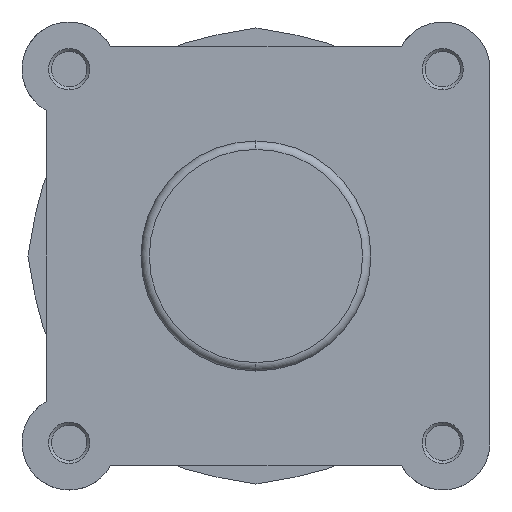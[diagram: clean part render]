
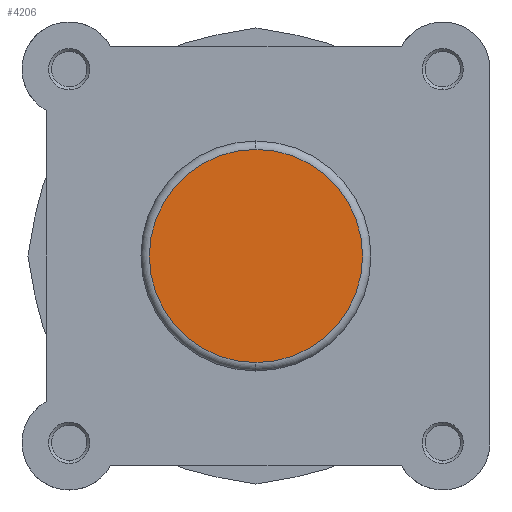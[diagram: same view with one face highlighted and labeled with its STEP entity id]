
A CAD part, left-side view. The second image highlights one B-rep face of the part: STEP entity #4206.
In plain terms, the highlighted planar face has unit normal (-1, 0, 0).
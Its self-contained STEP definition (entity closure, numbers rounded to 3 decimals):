
#154 = EDGE_CURVE ( 'NONE', #997, #1023, #4549, .T. ) ;
#276 = EDGE_CURVE ( 'NONE', #1023, #997, #4720, .T. ) ;
#382 = DIRECTION ( 'NONE',  ( 0., 0., -1. ) ) ;
#383 = DIRECTION ( 'NONE',  ( -1., 0., 0. ) ) ;
#387 = CARTESIAN_POINT ( 'NONE',  ( 0., 0., 0. ) ) ;
#997 = VERTEX_POINT ( 'NONE', #3483 ) ;
#1023 = VERTEX_POINT ( 'NONE', #3509 ) ;
#1401 = EDGE_LOOP ( 'NONE', ( #2780, #2779 ) ) ;
#1850 = AXIS2_PLACEMENT_3D ( 'NONE', #387, #383, #382 ) ;
#1907 = AXIS2_PLACEMENT_3D ( 'NONE', #3153, #3160, #3161 ) ;
#2011 = AXIS2_PLACEMENT_3D ( 'NONE', #3907, #3909, #3910 ) ;
#2779 = ORIENTED_EDGE ( 'NONE', *, *, #276, .T. ) ;
#2780 = ORIENTED_EDGE ( 'NONE', *, *, #154, .T. ) ;
#3153 = CARTESIAN_POINT ( 'NONE',  ( 0., 0., 0. ) ) ;
#3160 = DIRECTION ( 'NONE',  ( -1., 0., 0. ) ) ;
#3161 = DIRECTION ( 'NONE',  ( 0., 0., -1. ) ) ;
#3483 = CARTESIAN_POINT ( 'NONE',  ( 0., 0., -25.4 ) ) ;
#3509 = CARTESIAN_POINT ( 'NONE',  ( 0., 0., 25.4 ) ) ;
#3907 = CARTESIAN_POINT ( 'NONE',  ( 0., 0., 0. ) ) ;
#3908 = PLANE ( 'NONE',  #2011 ) ;
#3909 = DIRECTION ( 'NONE',  ( 1., 0., 0. ) ) ;
#3910 = DIRECTION ( 'NONE',  ( 0., 0., -1. ) ) ;
#4206 = ADVANCED_FACE ( 'NONE', ( #5222 ), #3908, .F. ) ;
#4549 = CIRCLE ( 'NONE', #1850, 25.4 ) ;
#4720 = CIRCLE ( 'NONE', #1907, 25.4 ) ;
#5222 = FACE_OUTER_BOUND ( 'NONE', #1401, .T. ) ;
